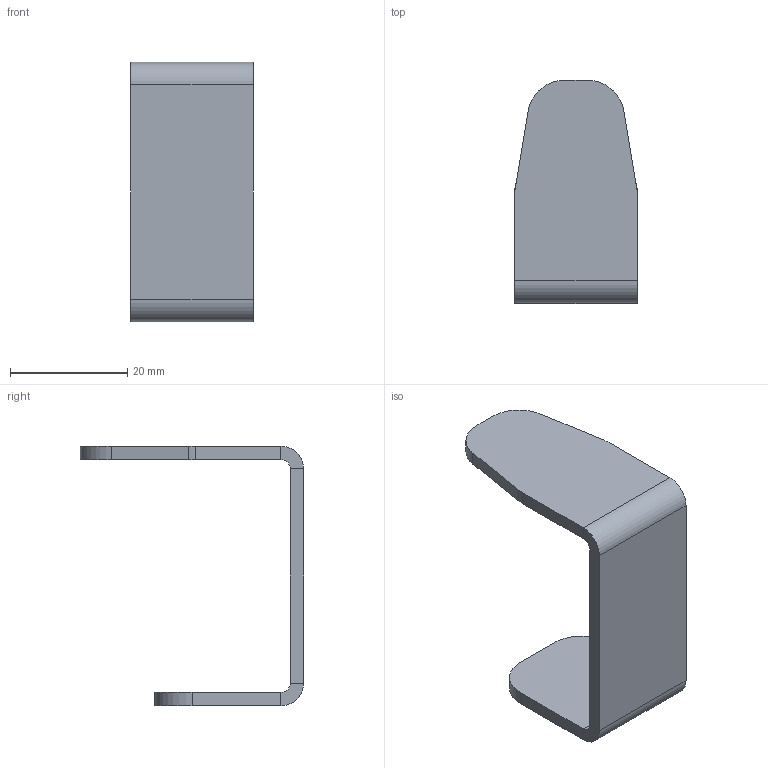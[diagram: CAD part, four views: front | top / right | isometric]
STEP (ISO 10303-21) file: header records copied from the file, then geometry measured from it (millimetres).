
FILE_DESCRIPTION (( 'STEP AP214' ), '1' );
FILE_NAME ('am-4275 Side Net Lower Clip.STEP', '2020-09-22T17:11:43', ( '' ), ( '' ), 'SwSTEP 2.0', 'SolidWorks 2019', '' );
FILE_SCHEMA (( 'AUTOMOTIVE_DESIGN' ));
Length unit declared in the file: inch
Products named in the file (2): am-4275 Side Net Lower Clip
Bounding box: 20.93 x 38.1 x 44.32 mm (x, y, z)
Volume: 4623.4 mm3; surface area: 4567.9 mm2
Topology: 1 solids, 1 shells, 30 faces, 68 edges, 40 vertices
Faces by surface type: plane 20, cylinder 10
Entity records: 879 total; most frequent: DIRECTION 152, CARTESIAN_POINT 140, ORIENTED_EDGE 136, EDGE_CURVE 68, AXIS2_PLACEMENT_3D 52, LINE 48, VECTOR 48, VERTEX_POINT 40
